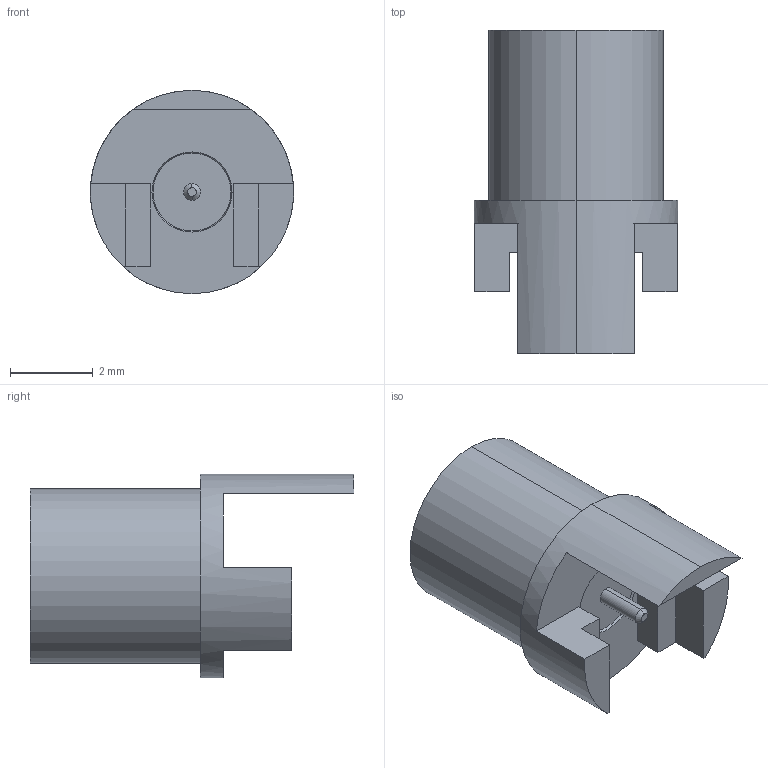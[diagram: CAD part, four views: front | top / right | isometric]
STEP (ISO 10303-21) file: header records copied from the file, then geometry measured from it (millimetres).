
FILE_DESCRIPTION (( 'STEP AP214' ), '1' );
FILE_NAME ('ÑÖÍÊ.434521.012ÑÁ_Âèëêà+äëÿ ïîòðåáèòåëÿ-Ñ.STEP', '2018-11-27T07:32:19', ( 'User' ), ( '' ), 'SwSTEP 2.0', 'SolidWorks 2016', '' );
FILE_SCHEMA (( 'AUTOMOTIVE_DESIGN' ));
Length unit declared in the file: millimetre
Products named in the file (1): ÑÖÍÊ.434521.012ÑÁ_Âèëêà+äëÿ ïîòðåáèòåëÿ-Ñ
Bounding box: 4.9 x 7.8 x 4.9 mm (x, y, z)
Volume: 52.5 mm3; surface area: 166.6 mm2
Topology: 1 solids, 1 shells, 43 faces, 98 edges, 62 vertices
Faces by surface type: plane 21, cylinder 12, cone 8, torus 2
Entity records: 1721 total; most frequent: DIRECTION 228, CARTESIAN_POINT 204, ORIENTED_EDGE 196, EDGE_CURVE 98, AXIS2_PLACEMENT_3D 86, VERTEX_POINT 62, LINE 56, VECTOR 56
